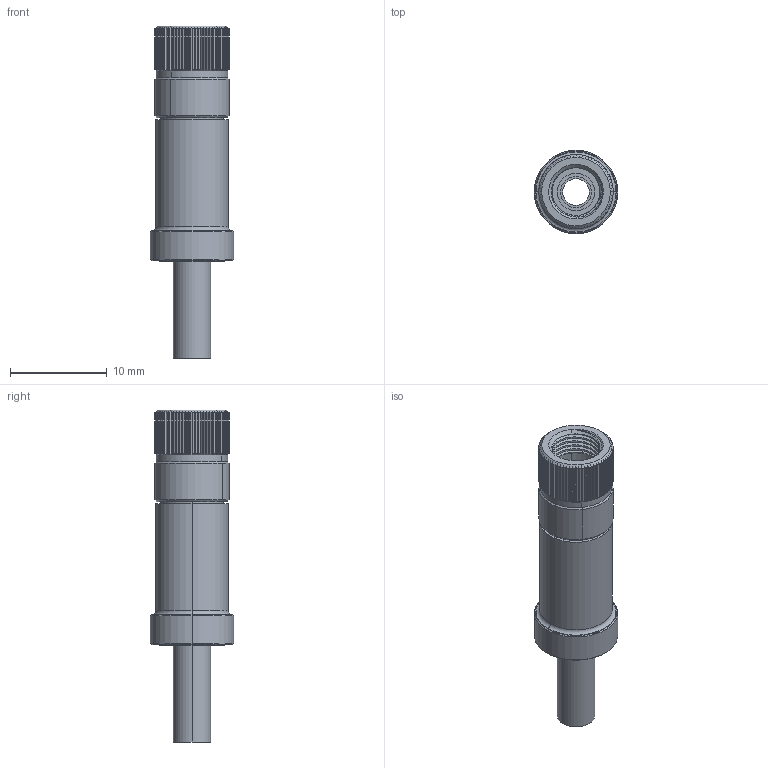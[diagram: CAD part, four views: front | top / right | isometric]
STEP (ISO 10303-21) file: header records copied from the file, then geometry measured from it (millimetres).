
FILE_DESCRIPTION (( 'STEP AP214' ), '1' );
FILE_NAME ('52-005A-B66-AB.STEP', '2024-07-31T11:38:07', ( '' ), ( '' ), 'SwSTEP 2.0', 'SolidWorks 2023', '' );
FILE_SCHEMA (( 'AUTOMOTIVE_DESIGN' ));
Length unit declared in the file: millimetre
Products named in the file (1): 52-005A-B66-AB
Bounding box: 8.65 x 8.65 x 34.4 mm (x, y, z)
Surface area: 1156.5 mm2 (no closed solid volume)
Topology: 0 solids, 4 shells, 348 faces, 862 edges, 520 vertices
Faces by surface type: plane 151, cylinder 101, cone 93, torus 2, bspline 1
Entity records: 11082 total; most frequent: CARTESIAN_POINT 3328, ORIENTED_EDGE 1693, DIRECTION 1521, EDGE_CURVE 862, AXIS2_PLACEMENT_3D 628, VERTEX_POINT 520, EDGE_LOOP 355, FACE_OUTER_BOUND 348
